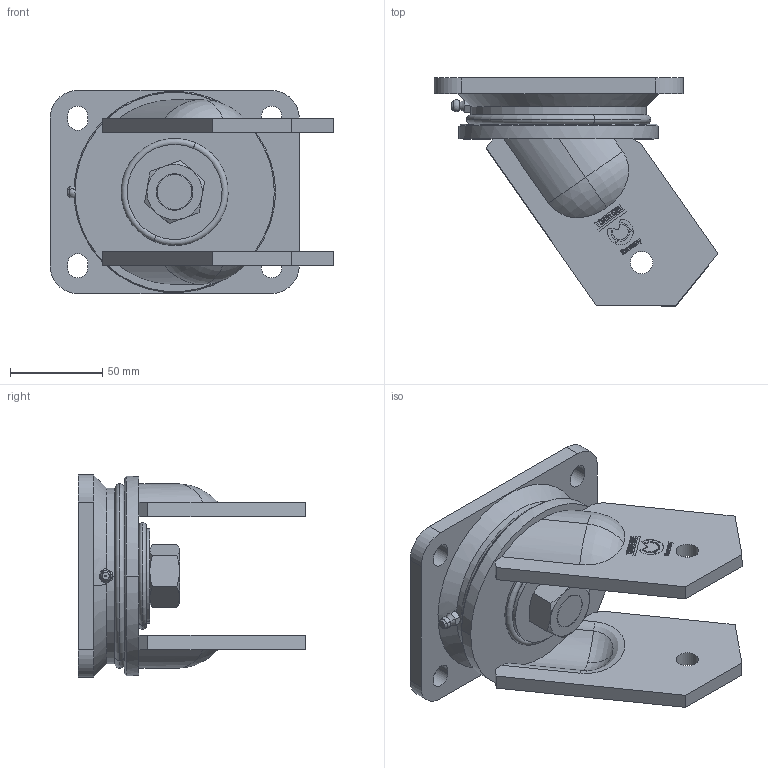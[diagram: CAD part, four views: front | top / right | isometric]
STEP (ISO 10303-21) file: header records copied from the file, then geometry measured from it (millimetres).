
FILE_DESCRIPTION (( 'STEP AP214' ), '1' );
FILE_NAME ('0019237.step', '2022-06-10T10:55:36', ( '' ), ( '' ), 'SwSTEP 2.0', 'SolidWorks 2020', '' );
FILE_SCHEMA (( 'AUTOMOTIVE_DESIGN' ));
Length unit declared in the file: millimetre
Products named in the file (1): 0019237
Bounding box: 153.81 x 123.51 x 110 mm (x, y, z)
Volume: 441125.9 mm3; surface area: 115292.7 mm2
Topology: 8 solids, 8 shells, 651 faces, 1718 edges, 1127 vertices
Faces by surface type: plane 327, bspline 208, cylinder 63, cone 31, torus 20, sphere 2
Entity records: 32702 total; most frequent: CARTESIAN_POINT 10698, ORIENTED_EDGE 3426, DIRECTION 2317, EDGE_CURVE 1713, VERTEX_POINT 1126, LINE 1053, VECTOR 1053, EDGE_LOOP 723
